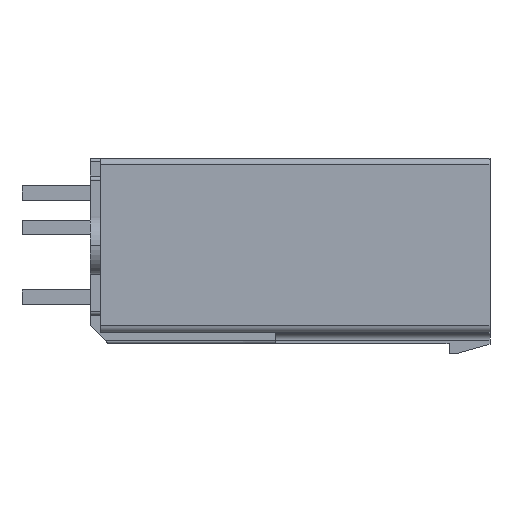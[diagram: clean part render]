
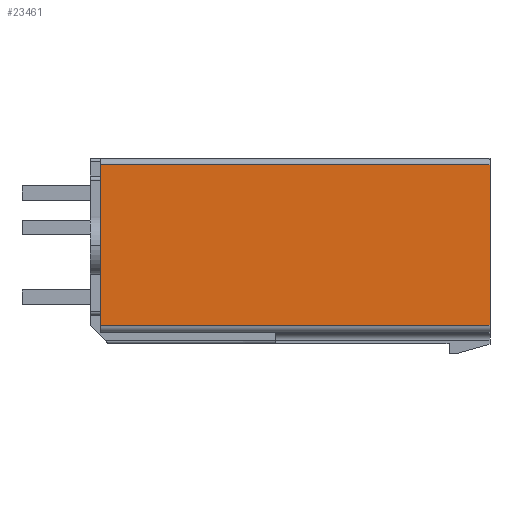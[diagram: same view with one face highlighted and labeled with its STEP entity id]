
A CAD part, front view. The second image highlights one B-rep face of the part: STEP entity #23461.
In plain terms, the highlighted planar face has unit normal (0, -1, 0).
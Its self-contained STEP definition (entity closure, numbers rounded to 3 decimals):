
#2118=DIRECTION('',(0.,0.,1.));
#2119=VECTOR('',#2118,11.733);
#2120=CARTESIAN_POINT('',(14.625,-6.22,-5.055));
#2121=LINE('',#2120,#2119);
#6731=DIRECTION('',(0.,0.,1.));
#6732=VECTOR('',#6731,11.733);
#6733=CARTESIAN_POINT('',(-13.875,-6.22,-5.055));
#6734=LINE('',#6733,#6732);
#7758=DIRECTION('',(-1.,0.,0.));
#7759=VECTOR('',#7758,28.5);
#7760=CARTESIAN_POINT('',(14.625,-6.22,-5.055));
#7761=LINE('',#7760,#7759);
#7762=DIRECTION('',(-1.,0.,0.));
#7763=VECTOR('',#7762,28.5);
#7764=CARTESIAN_POINT('',(14.625,-6.22,6.678));
#7765=LINE('',#7764,#7763);
#13314=CARTESIAN_POINT('',(14.625,-6.22,6.678));
#13316=VERTEX_POINT('',#13314);
#13331=CARTESIAN_POINT('',(14.625,-6.22,-5.055));
#13333=VERTEX_POINT('',#13331);
#13334=CARTESIAN_POINT('',(-13.875,-6.22,6.678));
#13336=VERTEX_POINT('',#13334);
#13339=CARTESIAN_POINT('',(-13.875,-6.22,-5.055));
#13341=VERTEX_POINT('',#13339);
#23449=CARTESIAN_POINT('',(14.625,-6.22,-5.055));
#23450=DIRECTION('',(0.,1.,0.));
#23451=DIRECTION('',(0.,0.,1.));
#23452=AXIS2_PLACEMENT_3D('',#23449,#23450,#23451);
#23453=PLANE('',#23452);
#23454=ORIENTED_EDGE('',*,*,#14079,.F.);
#23455=ORIENTED_EDGE('',*,*,#23444,.T.);
#23456=ORIENTED_EDGE('',*,*,#22443,.T.);
#23458=ORIENTED_EDGE('',*,*,#23457,.F.);
#23459=EDGE_LOOP('',(#23454,#23455,#23456,#23458));
#23460=FACE_OUTER_BOUND('',#23459,.F.);
#23461=ADVANCED_FACE('',(#23460),#23453,.F.);
#14079=EDGE_CURVE('',#13333,#13316,#2121,.T.);
#22443=EDGE_CURVE('',#13341,#13336,#6734,.T.);
#23444=EDGE_CURVE('',#13333,#13341,#7761,.T.);
#23457=EDGE_CURVE('',#13316,#13336,#7765,.T.);
